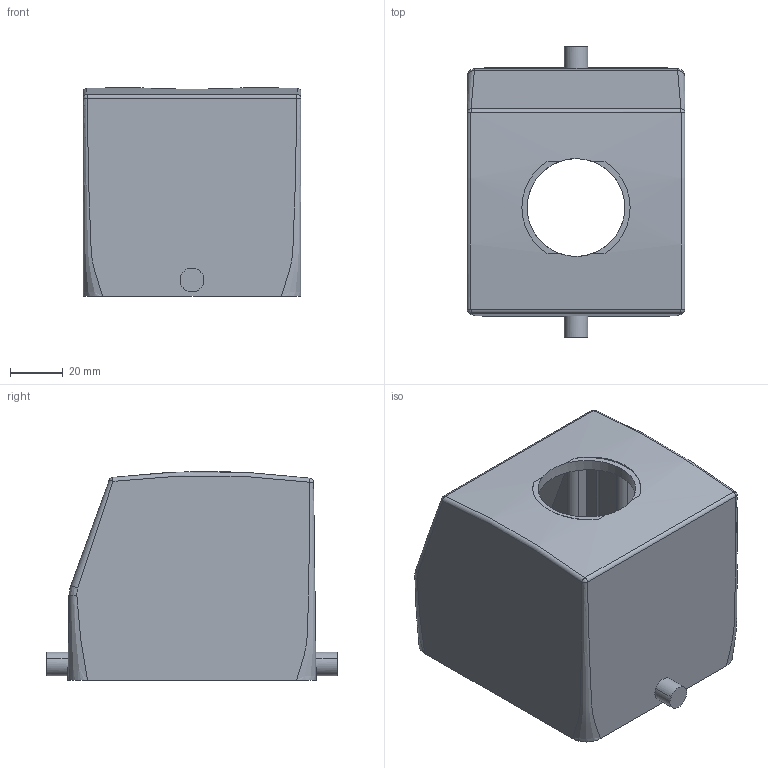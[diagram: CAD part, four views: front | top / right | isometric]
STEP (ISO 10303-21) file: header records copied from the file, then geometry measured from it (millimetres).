
FILE_DESCRIPTION(('CATIA V5 STEP Exchange','CAx-IF Rec.Pracs.--- Model Styling and Organization---1.4--- 2014-01-23'),'2;1');
FILE_NAME ('018428-2_3', '2020-01-14T07:04:01+00:00', ('none'), ('Weidmueller'), 'CATIA Version 5-6 Release 2016 SP3 HF44', 'CATIA V5 STEP AP214', 'none');
FILE_SCHEMA(('AUTOMOTIVE_DESIGN { 1 0 10303 214 1 1 1 1 }'));
Length unit declared in the file: millimetre
Products named in the file (1): 1666730000
Bounding box: 82.5 x 110 x 79 mm (x, y, z)
Volume: 151313.6 mm3; surface area: 65281.6 mm2
Topology: 1 solids, 1 shells, 124 faces, 309 edges, 202 vertices
Faces by surface type: cylinder 55, plane 55, bspline 12, torus 2
Entity records: 5225 total; most frequent: CARTESIAN_POINT 2547, ORIENTED_EDGE 618, DIRECTION 397, EDGE_CURVE 309, VERTEX_POINT 202, AXIS2_PLACEMENT_3D 172, VECTOR 149, LINE 149
